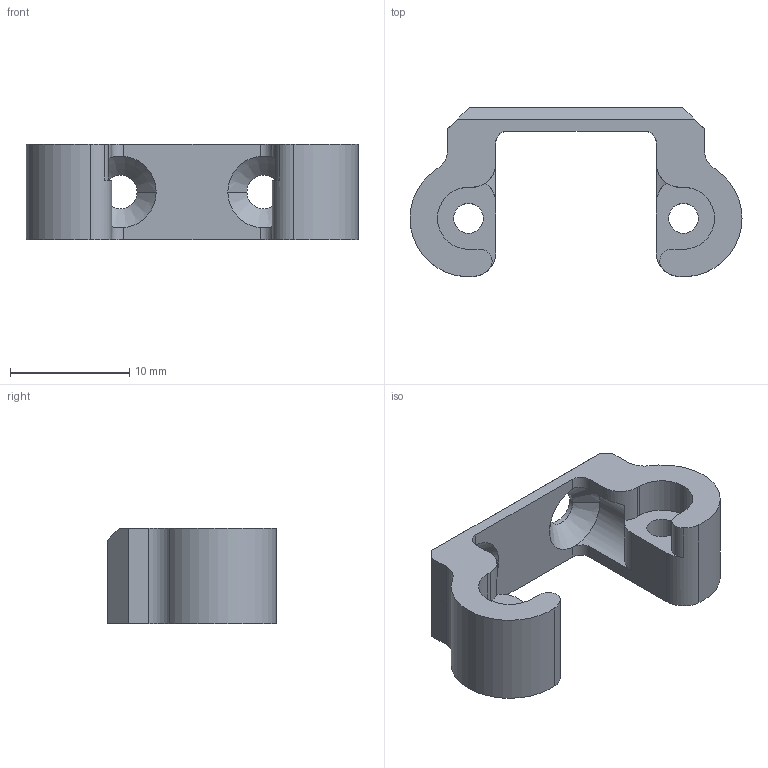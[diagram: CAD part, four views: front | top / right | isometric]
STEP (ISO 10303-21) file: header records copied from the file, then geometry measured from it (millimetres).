
FILE_DESCRIPTION (( 'STEP AP214' ), '1' );
FILE_NAME ('BL Touch Support.STEP', '2020-09-24T04:27:38', ( 'Valera' ), ( '' ), 'SwSTEP 2.0', 'SolidWorks 2020', '' );
FILE_SCHEMA (( 'AUTOMOTIVE_DESIGN' ));
Length unit declared in the file: millimetre
Products named in the file (1): BL Touch Support
Bounding box: 27.81 x 14.19 x 8 mm (x, y, z)
Volume: 1082.9 mm3; surface area: 1253.6 mm2
Topology: 1 solids, 1 shells, 57 faces, 162 edges, 105 vertices
Faces by surface type: cylinder 32, plane 21, cone 4
Entity records: 1997 total; most frequent: CARTESIAN_POINT 423, DIRECTION 333, ORIENTED_EDGE 324, EDGE_CURVE 162, AXIS2_PLACEMENT_3D 123, VERTEX_POINT 105, LINE 87, VECTOR 87
